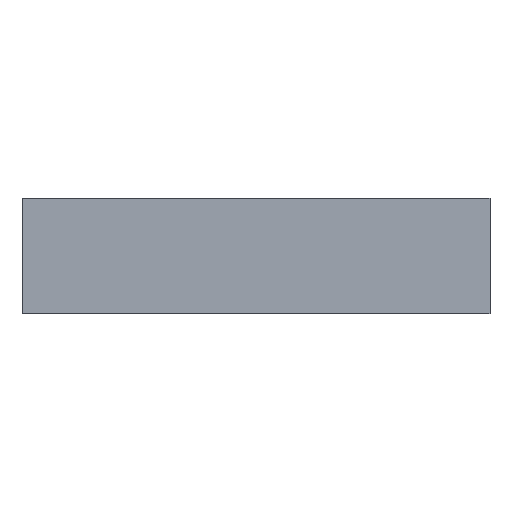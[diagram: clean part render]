
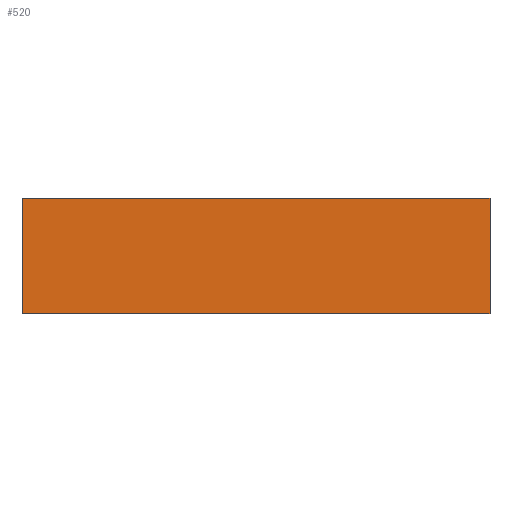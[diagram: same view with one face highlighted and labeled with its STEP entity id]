
A CAD part, front view. The second image highlights one B-rep face of the part: STEP entity #520.
In plain terms, the highlighted planar face has unit normal (0, -1, 0).
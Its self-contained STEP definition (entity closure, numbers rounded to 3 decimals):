
#35=LINE('',#860,#63);
#39=LINE('',#877,#67);
#40=LINE('',#880,#68);
#41=LINE('',#881,#69);
#63=VECTOR('',#715,75.);
#67=VECTOR('',#733,18.5);
#68=VECTOR('',#736,75.);
#69=VECTOR('',#737,18.5);
#148=FACE_OUTER_BOUND('',#203,.T.);
#203=EDGE_LOOP('',(#444,#445,#446,#447));
#287=VERTEX_POINT('',#857);
#288=VERTEX_POINT('',#859);
#294=VERTEX_POINT('',#874);
#295=VERTEX_POINT('',#879);
#343=EDGE_CURVE('',#287,#288,#35,.T.);
#351=EDGE_CURVE('',#294,#288,#39,.T.);
#352=EDGE_CURVE('',#294,#295,#40,.T.);
#353=EDGE_CURVE('',#295,#287,#41,.T.);
#444=ORIENTED_EDGE('',*,*,#352,.F.);
#445=ORIENTED_EDGE('',*,*,#351,.T.);
#446=ORIENTED_EDGE('',*,*,#343,.F.);
#447=ORIENTED_EDGE('',*,*,#353,.F.);
#488=PLANE('',#586);
#520=ADVANCED_FACE('',(#148),#488,.T.);
#586=AXIS2_PLACEMENT_3D('',#878,#734,#735);
#715=DIRECTION('',(1.,0.,0.));
#733=DIRECTION('',(0.,0.,1.));
#734=DIRECTION('center_axis',(0.,-1.,0.));
#735=DIRECTION('ref_axis',(1.,0.,0.));
#736=DIRECTION('',(-1.,0.,0.));
#737=DIRECTION('',(0.,0.,1.));
#857=CARTESIAN_POINT('',(-30.,-230.,18.5));
#859=CARTESIAN_POINT('',(45.,-230.,18.5));
#860=CARTESIAN_POINT('',(45.,-230.,18.5));
#874=CARTESIAN_POINT('',(45.,-230.,0.));
#877=CARTESIAN_POINT('',(45.,-230.,0.));
#878=CARTESIAN_POINT('Origin',(-30.,-230.,0.));
#879=CARTESIAN_POINT('',(-30.,-230.,0.));
#880=CARTESIAN_POINT('',(45.,-230.,0.));
#881=CARTESIAN_POINT('',(-30.,-230.,0.));
